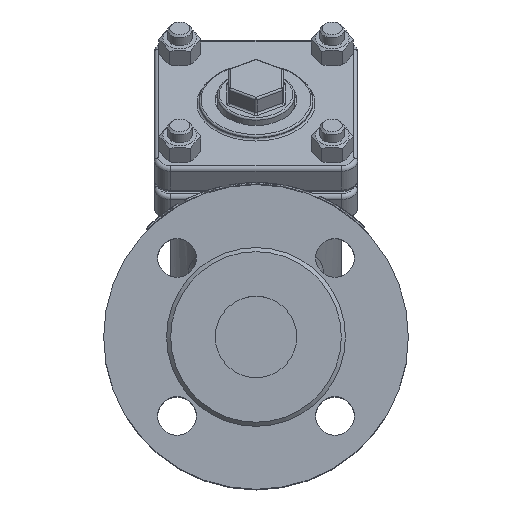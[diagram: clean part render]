
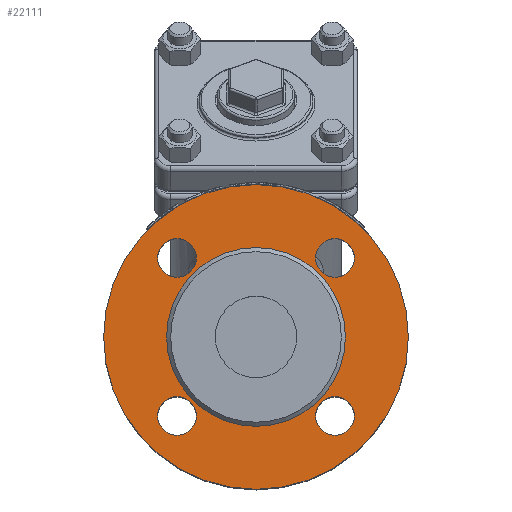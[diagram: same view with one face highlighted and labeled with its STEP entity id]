
A CAD part, top view. The second image highlights one B-rep face of the part: STEP entity #22111.
In plain terms, the highlighted planar face has unit normal (0, 0, 1).
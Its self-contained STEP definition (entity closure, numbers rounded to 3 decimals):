
#4680=FACE_BOUND('',#7278,.T.);
#4681=FACE_BOUND('',#7279,.T.);
#4682=FACE_BOUND('',#7280,.T.);
#4683=FACE_BOUND('',#7281,.T.);
#4684=FACE_BOUND('',#7282,.T.);
#5900=FACE_OUTER_BOUND('',#7277,.T.);
#7277=EDGE_LOOP('',(#19240));
#7278=EDGE_LOOP('',(#19241));
#7279=EDGE_LOOP('',(#19242));
#7280=EDGE_LOOP('',(#19243));
#7281=EDGE_LOOP('',(#19244));
#7282=EDGE_LOOP('',(#19245));
#7836=CIRCLE('',#23201,75.);
#7995=CIRCLE('',#23507,9.5);
#7996=CIRCLE('',#23508,9.5);
#7997=CIRCLE('',#23509,9.5);
#7998=CIRCLE('',#23510,9.5);
#7999=CIRCLE('',#23511,44.);
#9823=VERTEX_POINT('',#48487);
#10028=VERTEX_POINT('',#51424);
#10029=VERTEX_POINT('',#51426);
#10030=VERTEX_POINT('',#51428);
#10031=VERTEX_POINT('',#51430);
#10032=VERTEX_POINT('',#51432);
#12752=EDGE_CURVE('',#9823,#9823,#7836,.T.);
#13112=EDGE_CURVE('',#10028,#10028,#7995,.T.);
#13113=EDGE_CURVE('',#10029,#10029,#7996,.T.);
#13114=EDGE_CURVE('',#10030,#10030,#7997,.T.);
#13115=EDGE_CURVE('',#10031,#10031,#7998,.T.);
#13116=EDGE_CURVE('',#10032,#10032,#7999,.T.);
#19240=ORIENTED_EDGE('',*,*,#12752,.F.);
#19241=ORIENTED_EDGE('',*,*,#13112,.F.);
#19242=ORIENTED_EDGE('',*,*,#13113,.F.);
#19243=ORIENTED_EDGE('',*,*,#13114,.F.);
#19244=ORIENTED_EDGE('',*,*,#13115,.F.);
#19245=ORIENTED_EDGE('',*,*,#13116,.F.);
#19696=PLANE('',#23506);
#22111=ADVANCED_FACE('',(#5900,#4680,#4681,#4682,#4683,#4684),#19696,.T.);
#23201=AXIS2_PLACEMENT_3D('',#48488,#26893,#26894);
#23506=AXIS2_PLACEMENT_3D('',#51423,#27591,#27592);
#23507=AXIS2_PLACEMENT_3D('',#51425,#27593,#27594);
#23508=AXIS2_PLACEMENT_3D('',#51427,#27595,#27596);
#23509=AXIS2_PLACEMENT_3D('',#51429,#27597,#27598);
#23510=AXIS2_PLACEMENT_3D('',#51431,#27599,#27600);
#23511=AXIS2_PLACEMENT_3D('',#51433,#27601,#27602);
#26893=DIRECTION('center_axis',(0.,0.,-1.));
#26894=DIRECTION('ref_axis',(-1.,0.,0.));
#27591=DIRECTION('center_axis',(0.,0.,1.));
#27592=DIRECTION('ref_axis',(1.,0.,0.));
#27593=DIRECTION('center_axis',(0.,0.,1.));
#27594=DIRECTION('ref_axis',(-1.,0.,0.));
#27595=DIRECTION('center_axis',(0.,0.,1.));
#27596=DIRECTION('ref_axis',(-1.,0.,0.));
#27597=DIRECTION('center_axis',(0.,0.,1.));
#27598=DIRECTION('ref_axis',(-1.,0.,0.));
#27599=DIRECTION('center_axis',(0.,0.,1.));
#27600=DIRECTION('ref_axis',(-1.,0.,0.));
#27601=DIRECTION('center_axis',(0.,0.,1.));
#27602=DIRECTION('ref_axis',(-1.,0.,0.));
#48487=CARTESIAN_POINT('',(75.,0.,197.));
#48488=CARTESIAN_POINT('Origin',(0.,0.,197.));
#51423=CARTESIAN_POINT('Origin',(0.,0.,
197.));
#51424=CARTESIAN_POINT('',(48.391,38.891,197.));
#51425=CARTESIAN_POINT('Origin',(38.891,38.891,197.));
#51426=CARTESIAN_POINT('',(-29.391,38.891,197.));
#51427=CARTESIAN_POINT('Origin',(-38.891,38.891,197.));
#51428=CARTESIAN_POINT('',(-29.391,-38.891,197.));
#51429=CARTESIAN_POINT('Origin',(-38.891,-38.891,197.));
#51430=CARTESIAN_POINT('',(48.391,-38.891,197.));
#51431=CARTESIAN_POINT('Origin',(38.891,-38.891,197.));
#51432=CARTESIAN_POINT('',(44.,0.,197.));
#51433=CARTESIAN_POINT('Origin',(0.,0.,197.));
